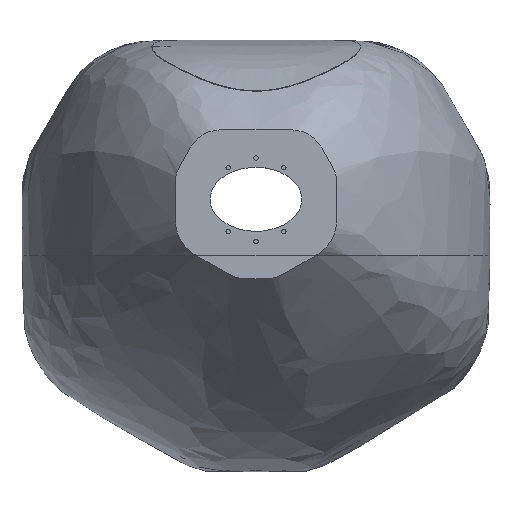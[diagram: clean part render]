
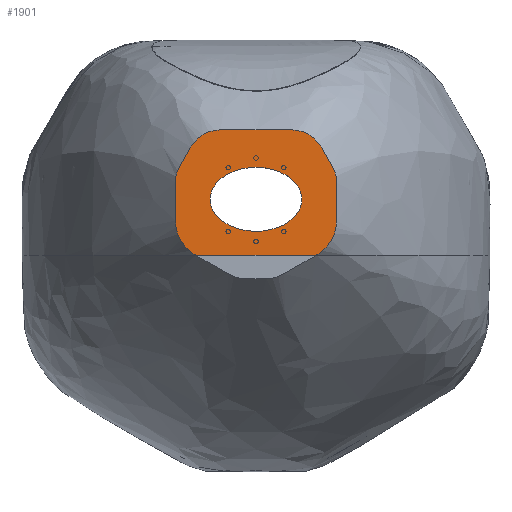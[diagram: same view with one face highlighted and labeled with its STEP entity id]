
A CAD part, top view. The second image highlights one B-rep face of the part: STEP entity #1901.
In plain terms, the highlighted planar face has unit normal (0, 0, 1).
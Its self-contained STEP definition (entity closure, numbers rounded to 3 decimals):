
#31=ELLIPSE('',#2004,33.,23.);
#37=PLANE('',#2003);
#82=CIRCLE('',#2005,28.378);
#83=CIRCLE('',#2006,24.987);
#84=CIRCLE('',#2007,24.809);
#85=CIRCLE('',#2008,24.809);
#86=CIRCLE('',#2009,24.987);
#87=CIRCLE('',#2010,28.378);
#189=LINE('',#3379,#270);
#194=LINE('',#3435,#275);
#195=LINE('',#3439,#276);
#196=LINE('',#3443,#277);
#197=LINE('',#3447,#278);
#198=LINE('',#3449,#279);
#199=LINE('',#3453,#280);
#200=LINE('',#3457,#281);
#201=LINE('',#3461,#282);
#270=VECTOR('',#2178,1000.);
#275=VECTOR('',#2187,1000.);
#276=VECTOR('',#2190,1000.);
#277=VECTOR('',#2193,1000.);
#278=VECTOR('',#2196,1000.);
#279=VECTOR('',#2197,1000.);
#280=VECTOR('',#2200,1000.);
#281=VECTOR('',#2203,1000.);
#282=VECTOR('',#2206,1000.);
#383=ORIENTED_EDGE('',*,*,#791,.T.);
#384=ORIENTED_EDGE('',*,*,#784,.T.);
#385=ORIENTED_EDGE('',*,*,#792,.T.);
#386=ORIENTED_EDGE('',*,*,#793,.T.);
#387=ORIENTED_EDGE('',*,*,#794,.T.);
#388=ORIENTED_EDGE('',*,*,#795,.T.);
#389=ORIENTED_EDGE('',*,*,#796,.T.);
#390=ORIENTED_EDGE('',*,*,#797,.T.);
#391=ORIENTED_EDGE('',*,*,#798,.T.);
#392=ORIENTED_EDGE('',*,*,#799,.T.);
#393=ORIENTED_EDGE('',*,*,#800,.T.);
#394=ORIENTED_EDGE('',*,*,#801,.T.);
#395=ORIENTED_EDGE('',*,*,#802,.T.);
#396=ORIENTED_EDGE('',*,*,#803,.T.);
#397=ORIENTED_EDGE('',*,*,#804,.T.);
#398=ORIENTED_EDGE('',*,*,#805,.T.);
#784=EDGE_CURVE('',#991,#990,#189,.T.);
#791=EDGE_CURVE('',#996,#996,#31,.T.);
#792=EDGE_CURVE('',#990,#997,#194,.F.);
#793=EDGE_CURVE('',#997,#998,#82,.F.);
#794=EDGE_CURVE('',#998,#999,#195,.F.);
#795=EDGE_CURVE('',#999,#1000,#83,.F.);
#796=EDGE_CURVE('',#1000,#1001,#196,.F.);
#797=EDGE_CURVE('',#1001,#1002,#84,.F.);
#798=EDGE_CURVE('',#1002,#1003,#197,.F.);
#799=EDGE_CURVE('',#1003,#1004,#198,.F.);
#800=EDGE_CURVE('',#1004,#1005,#85,.F.);
#801=EDGE_CURVE('',#1005,#1006,#199,.F.);
#802=EDGE_CURVE('',#1006,#1007,#86,.F.);
#803=EDGE_CURVE('',#1007,#1008,#200,.F.);
#804=EDGE_CURVE('',#1008,#1009,#87,.F.);
#805=EDGE_CURVE('',#1009,#991,#201,.F.);
#990=VERTEX_POINT('',#3378);
#991=VERTEX_POINT('',#3380);
#996=VERTEX_POINT('',#3434);
#997=VERTEX_POINT('',#3436);
#998=VERTEX_POINT('',#3438);
#999=VERTEX_POINT('',#3440);
#1000=VERTEX_POINT('',#3442);
#1001=VERTEX_POINT('',#3444);
#1002=VERTEX_POINT('',#3446);
#1003=VERTEX_POINT('',#3448);
#1004=VERTEX_POINT('',#3450);
#1005=VERTEX_POINT('',#3452);
#1006=VERTEX_POINT('',#3454);
#1007=VERTEX_POINT('',#3456);
#1008=VERTEX_POINT('',#3458);
#1009=VERTEX_POINT('',#3460);
#1208=EDGE_LOOP('',(#383));
#1209=EDGE_LOOP('',(#384,#385,#386,#387,#388,#389,#390,#391,#392,#393,#394,
#395,#396,#397,#398));
#1356=FACE_BOUND('',#1208,.T.);
#1357=FACE_BOUND('',#1209,.T.);
#1901=ADVANCED_FACE('',(#1356,#1357),#37,.F.);
#2003=AXIS2_PLACEMENT_3D('',#3432,#2183,#2184);
#2004=AXIS2_PLACEMENT_3D('',#3433,#2185,#2186);
#2005=AXIS2_PLACEMENT_3D('',#3437,#2188,#2189);
#2006=AXIS2_PLACEMENT_3D('',#3441,#2191,#2192);
#2007=AXIS2_PLACEMENT_3D('',#3445,#2194,#2195);
#2008=AXIS2_PLACEMENT_3D('',#3451,#2198,#2199);
#2009=AXIS2_PLACEMENT_3D('',#3455,#2201,#2202);
#2010=AXIS2_PLACEMENT_3D('',#3459,#2204,#2205);
#2178=DIRECTION('',(1.,0.,0.));
#2183=DIRECTION('',(0.,0.,-1.));
#2184=DIRECTION('',(-1.,0.,0.));
#2185=DIRECTION('',(0.,0.,-1.));
#2186=DIRECTION('',(1.,0.,0.));
#2187=DIRECTION('',(-0.865,-0.501,0.));
#2188=DIRECTION('',(0.,0.,-1.));
#2189=DIRECTION('',(1.,0.,0.));
#2190=DIRECTION('',(0.,-1.,0.));
#2191=DIRECTION('',(0.,0.,-1.));
#2192=DIRECTION('',(-1.,0.,0.));
#2193=DIRECTION('',(0.501,-0.865,0.));
#2194=DIRECTION('',(0.,0.,-1.));
#2195=DIRECTION('',(1.,0.,0.));
#2196=DIRECTION('',(1.,0.,0.));
#2197=DIRECTION('',(1.,0.,0.));
#2198=DIRECTION('',(0.,0.,-1.));
#2199=DIRECTION('',(1.,0.,0.));
#2200=DIRECTION('',(0.501,0.865,0.));
#2201=DIRECTION('',(0.,0.,-1.));
#2202=DIRECTION('',(1.,0.,0.));
#2203=DIRECTION('',(0.,1.,0.));
#2204=DIRECTION('',(0.,0.,-1.));
#2205=DIRECTION('',(1.,0.,0.));
#2206=DIRECTION('',(-0.865,0.501,0.));
#3378=CARTESIAN_POINT('',(43.249,0.,295.881));
#3379=CARTESIAN_POINT('',(32.98,0.,295.881));
#3380=CARTESIAN_POINT('',(-43.249,0.,295.881));
#3432=CARTESIAN_POINT('',(32.98,52.373,295.881));
#3433=CARTESIAN_POINT('',(0.,40.251,295.881));
#3434=CARTESIAN_POINT('',(33.,40.251,295.881));
#3435=CARTESIAN_POINT('',(43.811,0.325,295.881));
#3436=CARTESIAN_POINT('',(43.811,0.325,295.881));
#3437=CARTESIAN_POINT('',(29.589,24.883,295.881));
#3438=CARTESIAN_POINT('',(57.967,24.883,295.881));
#3439=CARTESIAN_POINT('',(57.967,52.373,295.881));
#3440=CARTESIAN_POINT('',(57.967,52.373,295.881));
#3441=CARTESIAN_POINT('',(32.98,52.373,295.881));
#3442=CARTESIAN_POINT('',(54.603,64.895,295.881));
#3443=CARTESIAN_POINT('',(47.086,77.875,295.881));
#3444=CARTESIAN_POINT('',(47.086,77.875,295.881));
#3445=CARTESIAN_POINT('',(25.617,65.442,295.881));
#3446=CARTESIAN_POINT('',(25.617,90.251,295.881));
#3447=CARTESIAN_POINT('',(0.,90.251,295.881));
#3448=CARTESIAN_POINT('',(0.,90.251,295.881));
#3449=CARTESIAN_POINT('',(0.,90.251,295.881));
#3450=CARTESIAN_POINT('',(-25.617,90.251,295.881));
#3451=CARTESIAN_POINT('',(-25.617,65.442,295.881));
#3452=CARTESIAN_POINT('',(-47.086,77.875,295.881));
#3453=CARTESIAN_POINT('',(-47.086,77.875,295.881));
#3454=CARTESIAN_POINT('',(-54.603,64.895,295.881));
#3455=CARTESIAN_POINT('',(-32.98,52.373,295.881));
#3456=CARTESIAN_POINT('',(-57.967,52.373,295.881));
#3457=CARTESIAN_POINT('',(-57.967,52.373,295.881));
#3458=CARTESIAN_POINT('',(-57.967,24.883,295.881));
#3459=CARTESIAN_POINT('',(-29.589,24.883,295.881));
#3460=CARTESIAN_POINT('',(-43.811,0.325,295.881));
#3461=CARTESIAN_POINT('',(-43.811,0.325,295.881));
